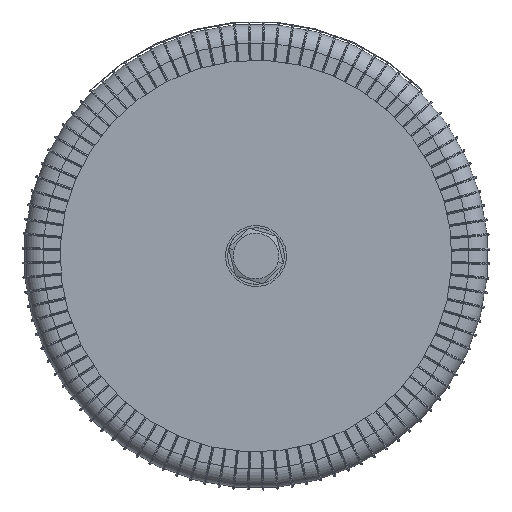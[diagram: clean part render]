
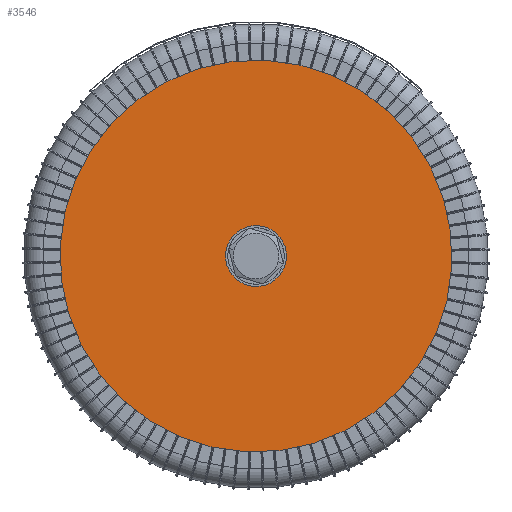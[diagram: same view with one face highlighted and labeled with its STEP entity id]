
A CAD part, front view. The second image highlights one B-rep face of the part: STEP entity #3546.
In plain terms, the highlighted planar face has unit normal (0, -1, 0).
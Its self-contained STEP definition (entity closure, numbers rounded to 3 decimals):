
#1089 = VERTEX_POINT ( 'NONE', #58353 ) ;
#1684 = AXIS2_PLACEMENT_3D ( 'NONE', #22805, #42110, #32613 ) ;
#3173 = EDGE_LOOP ( 'NONE', ( #43843, #30133 ) ) ;
#3546 = ADVANCED_FACE ( 'NONE', ( #32286, #13347 ), #51587, .F. ) ;
#4871 = DIRECTION ( 'NONE',  ( 0., 1., 0. ) ) ;
#7736 = DIRECTION ( 'NONE',  ( 0., 1., 0. ) ) ;
#8285 = DIRECTION ( 'NONE',  ( 0., 1., 0. ) ) ;
#10134 = VERTEX_POINT ( 'NONE', #26143 ) ;
#10956 = CIRCLE ( 'NONE', #25053, 51.5 ) ;
#12686 = EDGE_CURVE ( 'NONE', #10134, #17783, #10956, .T. ) ;
#12721 = CARTESIAN_POINT ( 'NONE',  ( 0., 0., 0. ) ) ;
#13347 = FACE_BOUND ( 'NONE', #29670, .T. ) ;
#16881 = CARTESIAN_POINT ( 'NONE',  ( 0., 0., 0. ) ) ;
#17482 = DIRECTION ( 'NONE',  ( 0., 0., 1. ) ) ;
#17783 = VERTEX_POINT ( 'NONE', #27644 ) ;
#21300 = DIRECTION ( 'NONE',  ( 0., 1., 0. ) ) ;
#22805 = CARTESIAN_POINT ( 'NONE',  ( 0., 0., 0. ) ) ;
#25053 = AXIS2_PLACEMENT_3D ( 'NONE', #12721, #8285, #31978 ) ;
#26143 = CARTESIAN_POINT ( 'NONE',  ( 0., 0., 51.5 ) ) ;
#27644 = CARTESIAN_POINT ( 'NONE',  ( 0., 0., -51.5 ) ) ;
#29670 = EDGE_LOOP ( 'NONE', ( #31232, #31017 ) ) ;
#30010 = EDGE_CURVE ( 'NONE', #17783, #10134, #38346, .T. ) ;
#30133 = ORIENTED_EDGE ( 'NONE', *, *, #12686, .F. ) ;
#31017 = ORIENTED_EDGE ( 'NONE', *, *, #42313, .T. ) ;
#31232 = ORIENTED_EDGE ( 'NONE', *, *, #33800, .T. ) ;
#31978 = DIRECTION ( 'NONE',  ( 0., 0., 1. ) ) ;
#32286 = FACE_OUTER_BOUND ( 'NONE', #3173, .T. ) ;
#32613 = DIRECTION ( 'NONE',  ( 0., 0., 1. ) ) ;
#33291 = AXIS2_PLACEMENT_3D ( 'NONE', #16881, #21300, #60458 ) ;
#33800 = EDGE_CURVE ( 'NONE', #1089, #36684, #42763, .T. ) ;
#34708 = AXIS2_PLACEMENT_3D ( 'NONE', #43732, #4871, #47870 ) ;
#36684 = VERTEX_POINT ( 'NONE', #48613 ) ;
#38346 = CIRCLE ( 'NONE', #33291, 51.5 ) ;
#42110 = DIRECTION ( 'NONE',  ( 0., 1., 0. ) ) ;
#42313 = EDGE_CURVE ( 'NONE', #36684, #1089, #57794, .T. ) ;
#42763 = CIRCLE ( 'NONE', #34708, 4. ) ;
#43732 = CARTESIAN_POINT ( 'NONE',  ( 0., 0., 0. ) ) ;
#43843 = ORIENTED_EDGE ( 'NONE', *, *, #30010, .F. ) ;
#46742 = AXIS2_PLACEMENT_3D ( 'NONE', #60441, #7736, #17482 ) ;
#47870 = DIRECTION ( 'NONE',  ( 0., 0., 1. ) ) ;
#48613 = CARTESIAN_POINT ( 'NONE',  ( 0., 0., 4. ) ) ;
#51587 = PLANE ( 'NONE',  #1684 ) ;
#57794 = CIRCLE ( 'NONE', #46742, 4. ) ;
#58353 = CARTESIAN_POINT ( 'NONE',  ( 0., 0., -4. ) ) ;
#60441 = CARTESIAN_POINT ( 'NONE',  ( 0., 0., 0. ) ) ;
#60458 = DIRECTION ( 'NONE',  ( 0., 0., 1. ) ) ;
